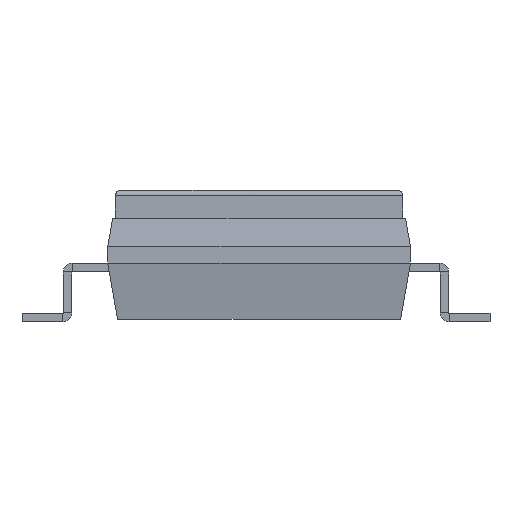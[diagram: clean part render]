
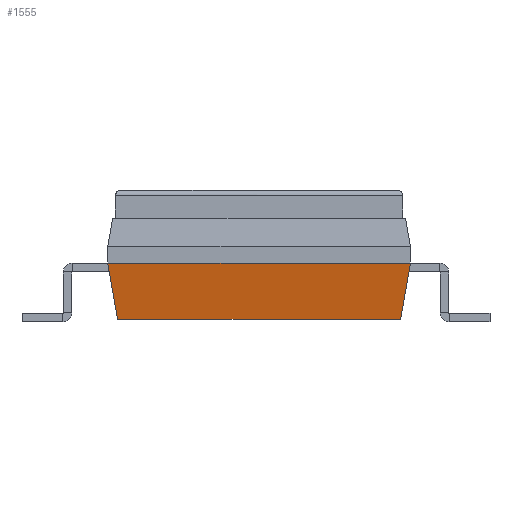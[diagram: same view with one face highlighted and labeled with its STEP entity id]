
A CAD part, left-side view. The second image highlights one B-rep face of the part: STEP entity #1555.
In plain terms, the highlighted planar face has unit normal (-0.985, 0, -0.174).
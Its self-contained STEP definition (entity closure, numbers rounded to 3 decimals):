
#212 = LINE ( 'NONE', #325, #3848 ) ;
#325 = CARTESIAN_POINT ( 'NONE',  ( -5.88, -2.7, 1. ) ) ;
#766 = LINE ( 'NONE', #2458, #1483 ) ;
#774 = VERTEX_POINT ( 'NONE', #2578 ) ;
#1483 = VECTOR ( 'NONE', #2927, 1000. ) ;
#1555 = ADVANCED_FACE ( 'NONE', ( #2090 ), #1706, .F. ) ;
#1706 = PLANE ( 'NONE',  #4113 ) ;
#1863 = LINE ( 'NONE', #2161, #2169 ) ;
#2056 = VERTEX_POINT ( 'NONE', #4344 ) ;
#2067 = CARTESIAN_POINT ( 'NONE',  ( -5.537, 2.357, -0.947 ) ) ;
#2090 = FACE_OUTER_BOUND ( 'NONE', #4692, .T. ) ;
#2161 = CARTESIAN_POINT ( 'NONE',  ( -5.88, -2.7, 1. ) ) ;
#2169 = VECTOR ( 'NONE', #3856, 1000. ) ;
#2214 = EDGE_CURVE ( 'NONE', #774, #5211, #212, .T. ) ;
#2458 = CARTESIAN_POINT ( 'NONE',  ( -5.704, 0., 0. ) ) ;
#2511 = LINE ( 'NONE', #2067, #4234 ) ;
#2578 = CARTESIAN_POINT ( 'NONE',  ( -5.704, -2.524, 0. ) ) ;
#2927 = DIRECTION ( 'NONE',  ( 0., 1., 0. ) ) ;
#3027 = ORIENTED_EDGE ( 'NONE', *, *, #2214, .T. ) ;
#3383 = CARTESIAN_POINT ( 'NONE',  ( -5.704, 0., 0. ) ) ;
#3630 = ORIENTED_EDGE ( 'NONE', *, *, #5062, .F. ) ;
#3673 = EDGE_CURVE ( 'NONE', #5282, #2056, #2511, .T. ) ;
#3717 = EDGE_CURVE ( 'NONE', #774, #2056, #766, .T. ) ;
#3784 = DIRECTION ( 'NONE',  ( 0.985, 0., 0.174 ) ) ;
#3848 = VECTOR ( 'NONE', #4531, 1000. ) ;
#3856 = DIRECTION ( 'NONE',  ( 0., -1., 0. ) ) ;
#4059 = CARTESIAN_POINT ( 'NONE',  ( -5.88, -2.7, 1. ) ) ;
#4082 = CARTESIAN_POINT ( 'NONE',  ( -5.88, 2.7, 1. ) ) ;
#4113 = AXIS2_PLACEMENT_3D ( 'NONE', #3383, #3784, #5063 ) ;
#4234 = VECTOR ( 'NONE', #5435, 1000. ) ;
#4344 = CARTESIAN_POINT ( 'NONE',  ( -5.704, 2.524, 0. ) ) ;
#4531 = DIRECTION ( 'NONE',  ( -0.171, -0.171, 0.97 ) ) ;
#4692 = EDGE_LOOP ( 'NONE', ( #3027, #3630, #4865, #5115 ) ) ;
#4865 = ORIENTED_EDGE ( 'NONE', *, *, #3673, .T. ) ;
#5062 = EDGE_CURVE ( 'NONE', #5282, #5211, #1863, .T. ) ;
#5063 = DIRECTION ( 'NONE',  ( 0., 1., 0. ) ) ;
#5115 = ORIENTED_EDGE ( 'NONE', *, *, #3717, .F. ) ;
#5211 = VERTEX_POINT ( 'NONE', #4059 ) ;
#5282 = VERTEX_POINT ( 'NONE', #4082 ) ;
#5435 = DIRECTION ( 'NONE',  ( 0.171, -0.171, -0.97 ) ) ;
